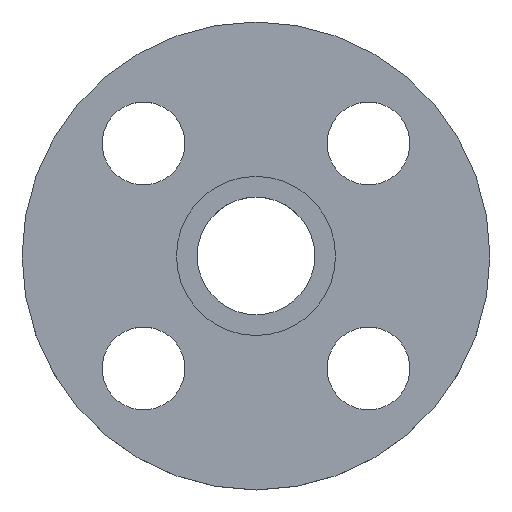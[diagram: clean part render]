
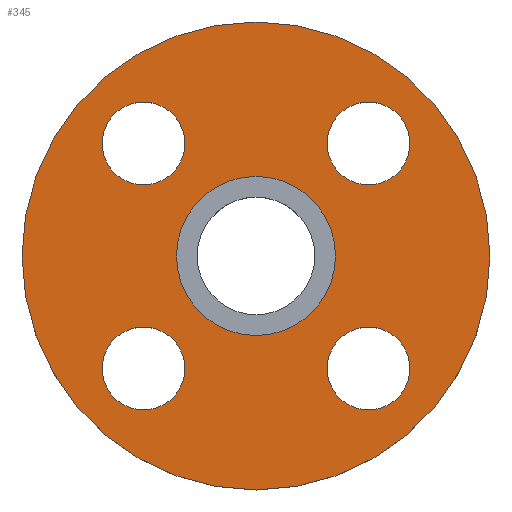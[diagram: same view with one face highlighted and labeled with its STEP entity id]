
A CAD part, top view. The second image highlights one B-rep face of the part: STEP entity #345.
In plain terms, the highlighted planar face has unit normal (0, 0, 1).
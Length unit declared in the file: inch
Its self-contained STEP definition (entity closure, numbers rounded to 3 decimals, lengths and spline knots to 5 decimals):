
#17 = EDGE_LOOP ( 'NONE', ( #222, #494 ) ) ;
#21 = EDGE_CURVE ( 'NONE', #229, #519, #357, .T. ) ;
#33 = VERTEX_POINT ( 'NONE', #312 ) ;
#39 = ORIENTED_EDGE ( 'NONE', *, *, #189, .F. ) ;
#45 = DIRECTION ( 'NONE',  ( 1., 0., 0. ) ) ;
#49 = CARTESIAN_POINT ( 'NONE',  ( -0.84146, -0.84146, -0.0625 ) ) ;
#60 = AXIS2_PLACEMENT_3D ( 'NONE', #49, #171, #552 ) ;
#67 = CARTESIAN_POINT ( 'NONE',  ( 1.15146, 0.84146, -0.0625 ) ) ;
#71 = AXIS2_PLACEMENT_3D ( 'NONE', #430, #383, #101 ) ;
#79 = FACE_BOUND ( 'NONE', #505, .T. ) ;
#83 = EDGE_CURVE ( 'NONE', #519, #229, #198, .T. ) ;
#94 = CARTESIAN_POINT ( 'NONE',  ( 0.595, 0., -0.0625 ) ) ;
#95 = CIRCLE ( 'NONE', #60, 0.31 ) ;
#101 = DIRECTION ( 'NONE',  ( 1., 0., 0. ) ) ;
#104 = CARTESIAN_POINT ( 'NONE',  ( -0.84146, -0.84146, -0.0625 ) ) ;
#109 = DIRECTION ( 'NONE',  ( 0., 0., 1. ) ) ;
#110 = DIRECTION ( 'NONE',  ( 0., 0., -1. ) ) ;
#116 = CARTESIAN_POINT ( 'NONE',  ( -0.84146, 0.84146, -0.0625 ) ) ;
#121 = DIRECTION ( 'NONE',  ( 0., 1., 0. ) ) ;
#127 = EDGE_CURVE ( 'NONE', #536, #653, #205, .T. ) ;
#129 = CIRCLE ( 'NONE', #362, 0.31 ) ;
#134 = CARTESIAN_POINT ( 'NONE',  ( 0.84146, -0.84146, -0.0625 ) ) ;
#136 = FACE_BOUND ( 'NONE', #689, .T. ) ;
#151 = DIRECTION ( 'NONE',  ( 0., 0., 1. ) ) ;
#171 = DIRECTION ( 'NONE',  ( 0., 0., 1. ) ) ;
#180 = PLANE ( 'NONE',  #477 ) ;
#184 = CIRCLE ( 'NONE', #363, 0.595 ) ;
#189 = EDGE_CURVE ( 'NONE', #436, #270, #407, .T. ) ;
#191 = CARTESIAN_POINT ( 'NONE',  ( 0.84146, -0.84146, -0.0625 ) ) ;
#196 = AXIS2_PLACEMENT_3D ( 'NONE', #104, #151, #541 ) ;
#198 = CIRCLE ( 'NONE', #307, 1.75 ) ;
#205 = CIRCLE ( 'NONE', #71, 0.31 ) ;
#207 = ORIENTED_EDGE ( 'NONE', *, *, #235, .F. ) ;
#211 = EDGE_CURVE ( 'NONE', #653, #536, #478, .T. ) ;
#222 = ORIENTED_EDGE ( 'NONE', *, *, #83, .T. ) ;
#223 = CIRCLE ( 'NONE', #629, 0.31 ) ;
#225 = CIRCLE ( 'NONE', #500, 0.31 ) ;
#227 = CARTESIAN_POINT ( 'NONE',  ( -1.75, 0., -0.0625 ) ) ;
#229 = VERTEX_POINT ( 'NONE', #227 ) ;
#231 = ORIENTED_EDGE ( 'NONE', *, *, #666, .T. ) ;
#233 = CARTESIAN_POINT ( 'NONE',  ( 0.84146, -1.15146, -0.0625 ) ) ;
#235 = EDGE_CURVE ( 'NONE', #33, #343, #225, .T. ) ;
#246 = EDGE_CURVE ( 'NONE', #278, #630, #184, .T. ) ;
#247 = DIRECTION ( 'NONE',  ( 0., 0., 1. ) ) ;
#254 = FACE_BOUND ( 'NONE', #522, .T. ) ;
#270 = VERTEX_POINT ( 'NONE', #337 ) ;
#276 = CARTESIAN_POINT ( 'NONE',  ( 0.84146, 0.84146, -0.0625 ) ) ;
#277 = CARTESIAN_POINT ( 'NONE',  ( 1.75, 0., -0.0625 ) ) ;
#278 = VERTEX_POINT ( 'NONE', #502 ) ;
#281 = ORIENTED_EDGE ( 'NONE', *, *, #351, .F. ) ;
#287 = CARTESIAN_POINT ( 'NONE',  ( 0., 0., -0.0625 ) ) ;
#301 = DIRECTION ( 'NONE',  ( 0., 1., 0. ) ) ;
#305 = DIRECTION ( 'NONE',  ( 1., 0., 0. ) ) ;
#307 = AXIS2_PLACEMENT_3D ( 'NONE', #482, #661, #45 ) ;
#311 = EDGE_LOOP ( 'NONE', ( #207, #281 ) ) ;
#312 = CARTESIAN_POINT ( 'NONE',  ( -0.84146, 1.15146, -0.0625 ) ) ;
#317 = CARTESIAN_POINT ( 'NONE',  ( 0.53146, 0.84146, -0.0625 ) ) ;
#329 = CARTESIAN_POINT ( 'NONE',  ( 0.84146, -0.53146, -0.0625 ) ) ;
#337 = CARTESIAN_POINT ( 'NONE',  ( -1.15146, -0.84146, -0.0625 ) ) ;
#339 = EDGE_CURVE ( 'NONE', #696, #587, #129, .T. ) ;
#343 = VERTEX_POINT ( 'NONE', #475 ) ;
#345 = ADVANCED_FACE ( 'NONE', ( #254, #645, #464, #136, #79, #679 ), #180, .T. ) ;
#351 = EDGE_CURVE ( 'NONE', #343, #33, #578, .T. ) ;
#357 = CIRCLE ( 'NONE', #410, 1.75 ) ;
#359 = DIRECTION ( 'NONE',  ( 0., 0., 1. ) ) ;
#360 = DIRECTION ( 'NONE',  ( 0., -1., 0. ) ) ;
#362 = AXIS2_PLACEMENT_3D ( 'NONE', #134, #247, #360 ) ;
#363 = AXIS2_PLACEMENT_3D ( 'NONE', #287, #392, #449 ) ;
#368 = DIRECTION ( 'NONE',  ( 0., 0., 1. ) ) ;
#375 = AXIS2_PLACEMENT_3D ( 'NONE', #577, #359, #301 ) ;
#382 = ORIENTED_EDGE ( 'NONE', *, *, #339, .F. ) ;
#383 = DIRECTION ( 'NONE',  ( 0., 0., 1. ) ) ;
#392 = DIRECTION ( 'NONE',  ( 0., 0., -1. ) ) ;
#403 = DIRECTION ( 'NONE',  ( 0., 0., 1. ) ) ;
#407 = CIRCLE ( 'NONE', #196, 0.31 ) ;
#410 = AXIS2_PLACEMENT_3D ( 'NONE', #507, #368, #566 ) ;
#415 = DIRECTION ( 'NONE',  ( 0., 0., 1. ) ) ;
#430 = CARTESIAN_POINT ( 'NONE',  ( 0.84146, 0.84146, -0.0625 ) ) ;
#436 = VERTEX_POINT ( 'NONE', #460 ) ;
#437 = EDGE_CURVE ( 'NONE', #587, #696, #223, .T. ) ;
#449 = DIRECTION ( 'NONE',  ( 1., 0., 0. ) ) ;
#460 = CARTESIAN_POINT ( 'NONE',  ( -0.53146, -0.84146, -0.0625 ) ) ;
#464 = FACE_BOUND ( 'NONE', #311, .T. ) ;
#470 = EDGE_LOOP ( 'NONE', ( #637, #39 ) ) ;
#475 = CARTESIAN_POINT ( 'NONE',  ( -0.84146, 0.53146, -0.0625 ) ) ;
#477 = AXIS2_PLACEMENT_3D ( 'NONE', #528, #403, #305 ) ;
#478 = CIRCLE ( 'NONE', #607, 0.31 ) ;
#482 = CARTESIAN_POINT ( 'NONE',  ( 0., 0., -0.0625 ) ) ;
#492 = DIRECTION ( 'NONE',  ( 1., 0., 0. ) ) ;
#494 = ORIENTED_EDGE ( 'NONE', *, *, #21, .T. ) ;
#499 = CIRCLE ( 'NONE', #639, 0.595 ) ;
#500 = AXIS2_PLACEMENT_3D ( 'NONE', #116, #555, #121 ) ;
#502 = CARTESIAN_POINT ( 'NONE',  ( -0.595, 0., -0.0625 ) ) ;
#505 = EDGE_LOOP ( 'NONE', ( #231, #532 ) ) ;
#507 = CARTESIAN_POINT ( 'NONE',  ( 0., 0., -0.0625 ) ) ;
#519 = VERTEX_POINT ( 'NONE', #277 ) ;
#522 = EDGE_LOOP ( 'NONE', ( #382, #616 ) ) ;
#528 = CARTESIAN_POINT ( 'NONE',  ( 0., 0., -0.0625 ) ) ;
#530 = ORIENTED_EDGE ( 'NONE', *, *, #127, .F. ) ;
#532 = ORIENTED_EDGE ( 'NONE', *, *, #246, .T. ) ;
#536 = VERTEX_POINT ( 'NONE', #317 ) ;
#541 = DIRECTION ( 'NONE',  ( -1., 0., 0. ) ) ;
#552 = DIRECTION ( 'NONE',  ( -1., 0., 0. ) ) ;
#555 = DIRECTION ( 'NONE',  ( 0., 0., 1. ) ) ;
#559 = CARTESIAN_POINT ( 'NONE',  ( 0., 0., -0.0625 ) ) ;
#560 = ORIENTED_EDGE ( 'NONE', *, *, #211, .F. ) ;
#564 = DIRECTION ( 'NONE',  ( 1., 0., 0. ) ) ;
#566 = DIRECTION ( 'NONE',  ( 1., 0., 0. ) ) ;
#577 = CARTESIAN_POINT ( 'NONE',  ( -0.84146, 0.84146, -0.0625 ) ) ;
#578 = CIRCLE ( 'NONE', #375, 0.31 ) ;
#587 = VERTEX_POINT ( 'NONE', #329 ) ;
#607 = AXIS2_PLACEMENT_3D ( 'NONE', #276, #109, #492 ) ;
#616 = ORIENTED_EDGE ( 'NONE', *, *, #437, .F. ) ;
#629 = AXIS2_PLACEMENT_3D ( 'NONE', #191, #415, #638 ) ;
#630 = VERTEX_POINT ( 'NONE', #94 ) ;
#637 = ORIENTED_EDGE ( 'NONE', *, *, #652, .F. ) ;
#638 = DIRECTION ( 'NONE',  ( 0., -1., 0. ) ) ;
#639 = AXIS2_PLACEMENT_3D ( 'NONE', #559, #110, #564 ) ;
#645 = FACE_BOUND ( 'NONE', #470, .T. ) ;
#652 = EDGE_CURVE ( 'NONE', #270, #436, #95, .T. ) ;
#653 = VERTEX_POINT ( 'NONE', #67 ) ;
#661 = DIRECTION ( 'NONE',  ( 0., 0., 1. ) ) ;
#666 = EDGE_CURVE ( 'NONE', #630, #278, #499, .T. ) ;
#679 = FACE_OUTER_BOUND ( 'NONE', #17, .T. ) ;
#689 = EDGE_LOOP ( 'NONE', ( #560, #530 ) ) ;
#696 = VERTEX_POINT ( 'NONE', #233 ) ;
